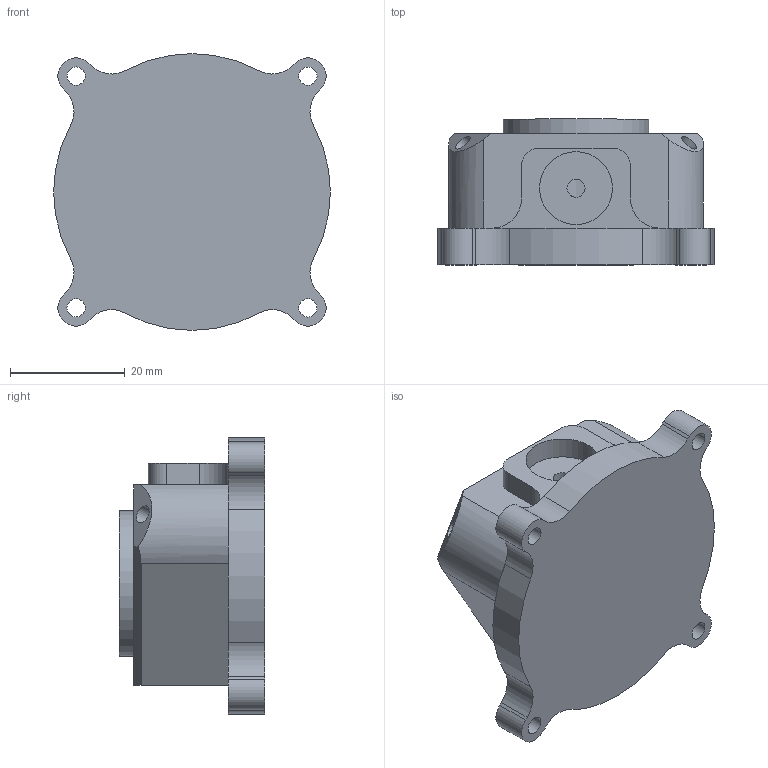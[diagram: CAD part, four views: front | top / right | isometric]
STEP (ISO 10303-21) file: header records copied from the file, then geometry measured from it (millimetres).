
FILE_DESCRIPTION(/* description */ (''),/* implementation_level */ '2;1');
FILE_NAME(/* name */ '3+2 Eval.step',/* time_stamp */ '2018-04-19T10:05:58-04:00',/* author */ (''),/* organization */ (''),/* preprocessor_version */ 'ST-DEVELOPER v16.13',/* originating_system */ 'Autodesk Translation Framework v6.5.0.72',/* authorisation */ '');
FILE_SCHEMA (('AUTOMOTIVE_DESIGN { 1 0 10303 214 3 1 1 }'));
Length unit declared in the file: inch
Products named in the file (1): FusionComponent
Bounding box: 48.26 x 25.4 x 48.26 mm (x, y, z)
Volume: 25474.2 mm3; surface area: 9992.9 mm2
Topology: 1 solids, 1 shells, 67 faces, 181 edges, 121 vertices
Faces by surface type: cylinder 36, plane 31
Full cylindrical faces by diameter (mm): 3.175 x7, 12.7 x1, 21.59 x1, 25.4 x1
Entity records: 2297 total; most frequent: CARTESIAN_POINT 478, DIRECTION 384, ORIENTED_EDGE 362, EDGE_CURVE 181, AXIS2_PLACEMENT_3D 139, VERTEX_POINT 121, LINE 106, VECTOR 106
